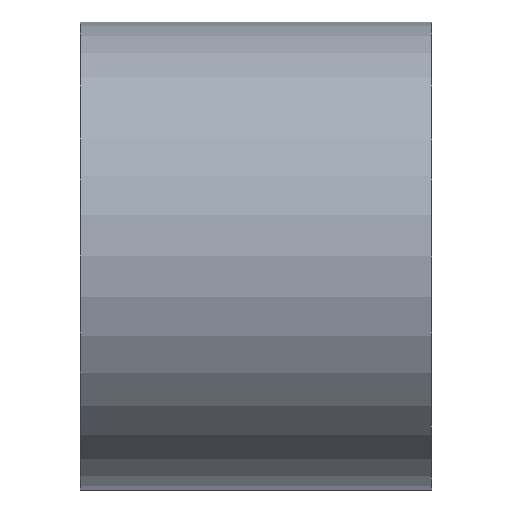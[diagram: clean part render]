
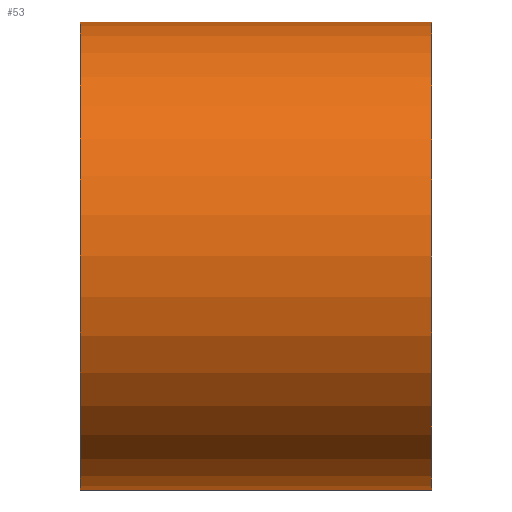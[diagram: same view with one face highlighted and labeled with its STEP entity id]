
A CAD part, left-side view. The second image highlights one B-rep face of the part: STEP entity #53.
In plain terms, the highlighted cylindrical face has radius 6 mm (diameter 12 mm), a full revolution.
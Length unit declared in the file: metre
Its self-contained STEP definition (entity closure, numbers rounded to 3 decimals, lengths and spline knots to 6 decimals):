
#12=CYLINDRICAL_SURFACE('',#72,0.006);
#16=ORIENTED_EDGE('',*,*,#23,.F.);
#17=ORIENTED_EDGE('',*,*,#24,.T.);
#23=EDGE_CURVE('',#27,#27,#31,.T.);
#24=EDGE_CURVE('',#28,#28,#32,.F.);
#27=VERTEX_POINT('',#100);
#28=VERTEX_POINT('',#103);
#31=CIRCLE('',#71,0.006);
#32=CIRCLE('',#73,0.006);
#36=EDGE_LOOP('',(#16));
#37=EDGE_LOOP('',(#17));
#44=FACE_BOUND('',#36,.T.);
#45=FACE_BOUND('',#37,.T.);
#53=ADVANCED_FACE('',(#44,#45),#12,.T.);
#71=AXIS2_PLACEMENT_3D('',#99,#83,#84);
#72=AXIS2_PLACEMENT_3D('',#101,#85,#86);
#73=AXIS2_PLACEMENT_3D('',#102,#87,#88);
#83=DIRECTION('',(0.,-1.,0.));
#84=DIRECTION('',(0.,0.,-1.));
#85=DIRECTION('',(0.,-1.,0.));
#86=DIRECTION('',(0.,0.,-1.));
#87=DIRECTION('',(0.,1.,0.));
#88=DIRECTION('',(0.,0.,1.));
#99=CARTESIAN_POINT('',(0.,-0.0755,0.02));
#100=CARTESIAN_POINT('',(0.,-0.0755,0.014));
#101=CARTESIAN_POINT('',(0.,-0.066498,0.02));
#102=CARTESIAN_POINT('',(0.,-0.0665,0.02));
#103=CARTESIAN_POINT('',(0.,-0.0665,0.026));
